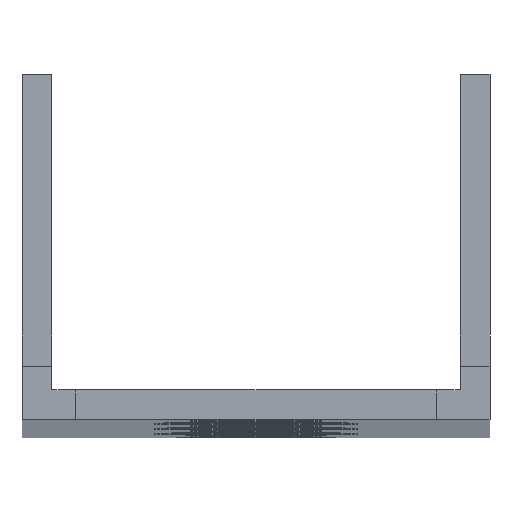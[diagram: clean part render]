
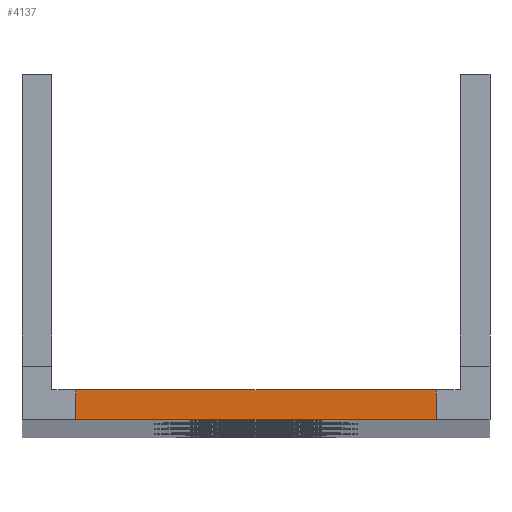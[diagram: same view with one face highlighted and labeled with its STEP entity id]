
A CAD part, top view. The second image highlights one B-rep face of the part: STEP entity #4137.
In plain terms, the highlighted planar face has unit normal (0, 0, 1).
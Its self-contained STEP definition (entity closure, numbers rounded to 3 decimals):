
#544=FACE_OUTER_BOUND('',#910,.T.);
#910=EDGE_LOOP('',(#3120,#3121,#3122,#3123));
#1099=LINE('',#5970,#1437);
#1177=LINE('',#6417,#1515);
#1249=LINE('',#6732,#1587);
#1250=LINE('',#6734,#1588);
#1437=VECTOR('',#4777,10.);
#1515=VECTOR('',#5153,10.);
#1587=VECTOR('',#5405,10.);
#1588=VECTOR('',#5408,10.);
#1775=VERTEX_POINT('',#5967);
#1776=VERTEX_POINT('',#5969);
#1995=VERTEX_POINT('',#6414);
#1996=VERTEX_POINT('',#6416);
#2155=EDGE_CURVE('',#1775,#1776,#1099,.T.);
#2378=EDGE_CURVE('',#1996,#1995,#1177,.T.);
#2537=EDGE_CURVE('',#1995,#1776,#1249,.T.);
#2538=EDGE_CURVE('',#1775,#1996,#1250,.T.);
#3120=ORIENTED_EDGE('',*,*,#2537,.T.);
#3121=ORIENTED_EDGE('',*,*,#2155,.F.);
#3122=ORIENTED_EDGE('',*,*,#2538,.T.);
#3123=ORIENTED_EDGE('',*,*,#2378,.T.);
#3868=PLANE('',#4584);
#4137=ADVANCED_FACE('',(#544),#3868,.F.);
#4584=AXIS2_PLACEMENT_3D('',#6733,#5406,#5407);
#4777=DIRECTION('',(-1.,0.,0.));
#5153=DIRECTION('',(-1.,0.,0.));
#5405=DIRECTION('',(0.,-1.,0.));
#5406=DIRECTION('center_axis',(0.,0.,
-1.));
#5407=DIRECTION('ref_axis',(-1.,0.,0.));
#5408=DIRECTION('',(0.,1.,0.));
#5967=CARTESIAN_POINT('',(-29.365,0.,0.));
#5969=CARTESIAN_POINT('',(-59.635,0.,0.));
#5970=CARTESIAN_POINT('',(0.,0.,0.));
#6414=CARTESIAN_POINT('',(-59.635,2.5,0.));
#6416=CARTESIAN_POINT('',(-29.365,2.5,0.));
#6417=CARTESIAN_POINT('',(0.,2.5,0.));
#6732=CARTESIAN_POINT('',(-59.635,1.25,0.));
#6733=CARTESIAN_POINT('Origin',(-20.615,4.5,0.));
#6734=CARTESIAN_POINT('',(-29.365,1.25,0.));
